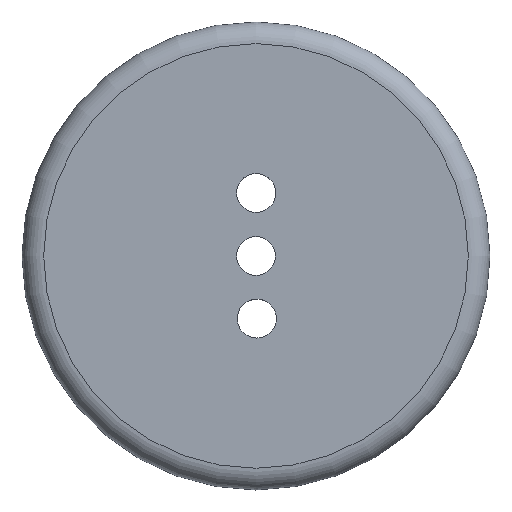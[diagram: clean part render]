
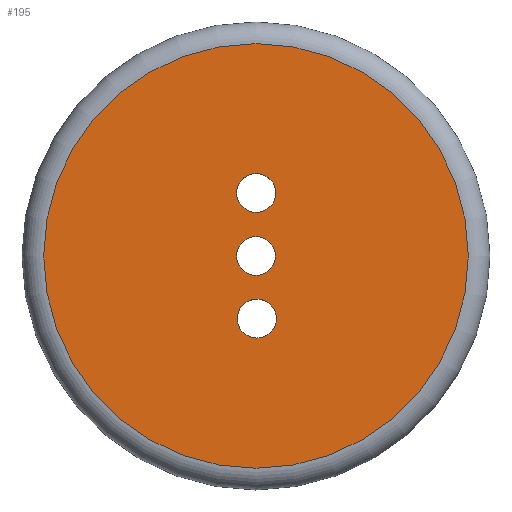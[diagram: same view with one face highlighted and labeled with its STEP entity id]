
A CAD part, top view. The second image highlights one B-rep face of the part: STEP entity #195.
In plain terms, the highlighted planar face has unit normal (0, 0, 1).
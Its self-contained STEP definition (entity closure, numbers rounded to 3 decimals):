
#128=CARTESIAN_POINT('',(11.88,0.,63.799));
#129=DIRECTION('',(-0.,0.,1.));
#130=DIRECTION('',(-1.,0.,-0.));
#131=AXIS2_PLACEMENT_3D('',#128,#129,#130);
#132=PLANE('',#131);
#133=CARTESIAN_POINT('',(-0.891,2.909,63.799));
#134=VERTEX_POINT('',#133);
#135=CARTESIAN_POINT('',(0.909,2.909,63.799));
#136=VERTEX_POINT('',#135);
#137=CARTESIAN_POINT('',(0.009,2.909,63.799));
#138=DIRECTION('',(-0.,0.,1.));
#139=DIRECTION('',(1.,0.,0.));
#140=AXIS2_PLACEMENT_3D('',#137,#138,#139);
#141=CIRCLE('',#140,0.9);
#142=EDGE_CURVE('',#134,#136,#141,.T.);
#143=ORIENTED_EDGE('',*,*,#142,.F.);
#144=CARTESIAN_POINT('',(0.009,2.909,63.799));
#145=DIRECTION('',(-0.,0.,1.));
#146=DIRECTION('',(1.,0.,0.));
#147=AXIS2_PLACEMENT_3D('',#144,#145,#146);
#148=CIRCLE('',#147,0.9);
#149=EDGE_CURVE('',#136,#134,#148,.T.);
#150=ORIENTED_EDGE('',*,*,#149,.F.);
#151=EDGE_LOOP('',(#143,#150));
#152=FACE_BOUND('',#151,.T.);
#153=CARTESIAN_POINT('',(-0.861,-2.891,63.799));
#154=VERTEX_POINT('',#153);
#155=CARTESIAN_POINT('',(0.939,-2.891,63.799));
#156=VERTEX_POINT('',#155);
#157=CARTESIAN_POINT('',(0.039,-2.891,63.799));
#158=DIRECTION('',(-0.,0.,1.));
#159=DIRECTION('',(1.,0.,0.));
#160=AXIS2_PLACEMENT_3D('',#157,#158,#159);
#161=CIRCLE('',#160,0.9);
#162=EDGE_CURVE('',#154,#156,#161,.T.);
#163=ORIENTED_EDGE('',*,*,#162,.F.);
#164=CARTESIAN_POINT('',(0.039,-2.891,63.799));
#165=DIRECTION('',(-0.,0.,1.));
#166=DIRECTION('',(1.,0.,0.));
#167=AXIS2_PLACEMENT_3D('',#164,#165,#166);
#168=CIRCLE('',#167,0.9);
#169=EDGE_CURVE('',#156,#154,#168,.T.);
#170=ORIENTED_EDGE('',*,*,#169,.F.);
#171=EDGE_LOOP('',(#163,#170));
#172=FACE_BOUND('',#171,.T.);
#173=CARTESIAN_POINT('',(0.9,0.,63.799));
#174=VERTEX_POINT('',#173);
#175=CARTESIAN_POINT('',(-0.,0.,63.799));
#176=DIRECTION('',(-0.,0.,1.));
#177=DIRECTION('',(1.,0.,0.));
#178=AXIS2_PLACEMENT_3D('',#175,#176,#177);
#179=CIRCLE('',#178,0.9);
#180=EDGE_CURVE('',#174,#174,#179,.T.);
#181=ORIENTED_EDGE('',*,*,#180,.F.);
#182=EDGE_LOOP('',(#181));
#183=FACE_BOUND('',#182,.T.);
#184=CARTESIAN_POINT('',(9.8,0.,63.799));
#185=VERTEX_POINT('',#184);
#186=CARTESIAN_POINT('',(-0.,0.,63.799));
#187=DIRECTION('',(-0.,0.,1.));
#188=DIRECTION('',(1.,0.,0.));
#189=AXIS2_PLACEMENT_3D('',#186,#187,#188);
#190=CIRCLE('',#189,9.8);
#191=EDGE_CURVE('',#185,#185,#190,.T.);
#192=ORIENTED_EDGE('',*,*,#191,.T.);
#193=EDGE_LOOP('',(#192));
#194=FACE_BOUND('',#193,.T.);
#195=ADVANCED_FACE('',(#152,#172,#183,#194),#132,.T.);
